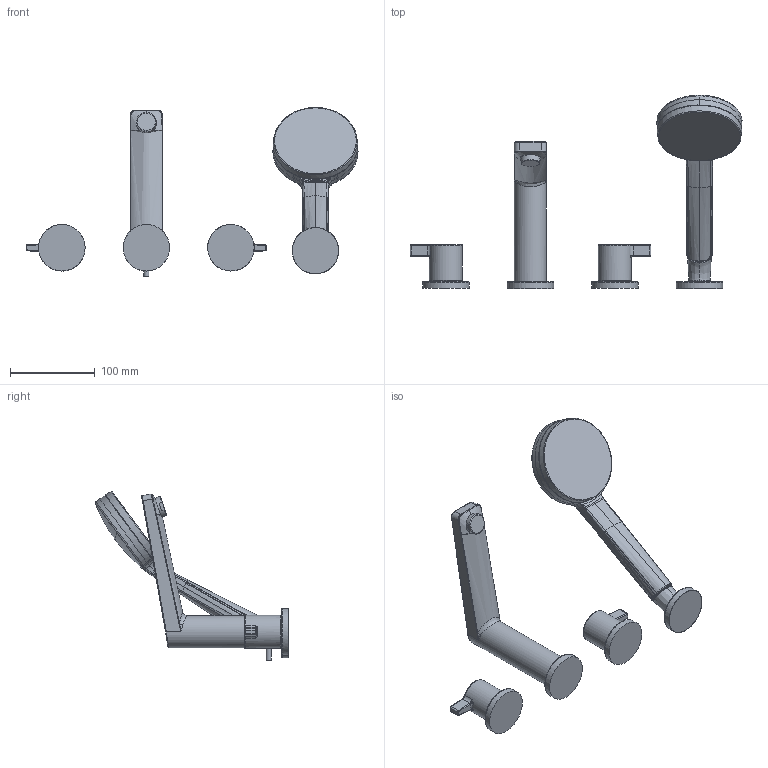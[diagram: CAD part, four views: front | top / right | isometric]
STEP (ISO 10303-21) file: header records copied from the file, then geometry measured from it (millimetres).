
FILE_DESCRIPTION (( 'STEP AP203' ), '1' );
FILE_NAME ('09382071.STEP', '2017-03-09T05:39:34', ( '' ), ( '' ), 'SwSTEP 2.0', 'SolidWorks 2016', '' );
FILE_SCHEMA (( 'CONFIG_CONTROL_DESIGN' ));
Length unit declared in the file: millimetre
Products named in the file (1): 09382071
Bounding box: 392.73 x 228.79 x 200.03 mm (x, y, z)
Volume: 784429.6 mm3; surface area: 109506.1 mm2
Topology: 4 solids, 4 shells, 322 faces, 729 edges, 418 vertices
Faces by surface type: bspline 217, cylinder 48, plane 46, torus 9, cone 2
Full cylindrical faces by diameter (mm): 6 x1, 18.654 x1, 24 x1, 25.412 x1, 38 x1, 39 x2, 55 x4, 100 x1
Entity records: 19662 total; most frequent: CARTESIAN_POINT 14185, ORIENTED_EDGE 1372, EDGE_CURVE 686, DIRECTION 599, VERTEX_POINT 408, B_SPLINE_CURVE_WITH_KNOTS 402, EDGE_LOOP 358, FACE_OUTER_BOUND 345
